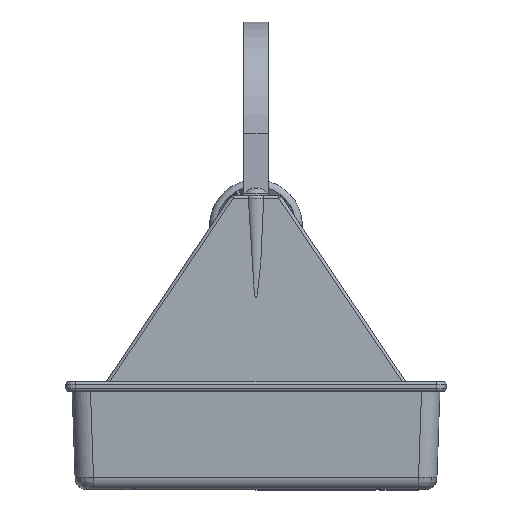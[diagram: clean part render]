
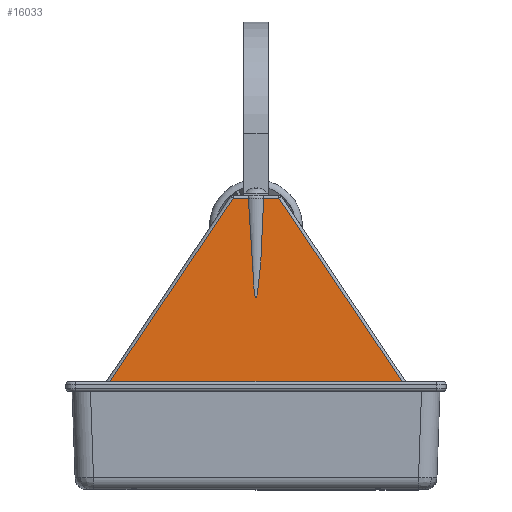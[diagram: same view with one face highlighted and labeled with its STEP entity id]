
A CAD part, top view. The second image highlights one B-rep face of the part: STEP entity #16033.
In plain terms, the highlighted planar face has unit normal (0, 0.031, 1).
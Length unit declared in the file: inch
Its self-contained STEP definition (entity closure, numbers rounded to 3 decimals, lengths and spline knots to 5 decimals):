
#1786=CARTESIAN_POINT('',(-0.15627,3.74,2.75188));
#1787=VERTEX_POINT('',#1786);
#1788=CARTESIAN_POINT('',(0.15627,3.74,2.75188));
#1789=VERTEX_POINT('',#1788);
#1790=CARTESIAN_POINT('',(0.,8.92,2.59));
#1791=DIRECTION('',(0.,0.031,1.));
#1792=DIRECTION('',(0.,-1.,0.031));
#1793=AXIS2_PLACEMENT_3D('',#1790,#1791,#1792);
#1794=ELLIPSE('',#1793,7.20351,0.225);
#1795=EDGE_CURVE('',#1787,#1789,#1794,.T.);
#7421=CARTESIAN_POINT('',(2.9821,0.0,2.86875));
#7422=VERTEX_POINT('',#7421);
#7430=CARTESIAN_POINT('',(-2.9821,0.0,2.86875));
#7431=VERTEX_POINT('',#7430);
#7432=CARTESIAN_POINT('',(-2.9821,0.0,2.86875));
#7433=DIRECTION('',(1.0,0.0,0.0));
#7434=VECTOR('',#7433,5.9642);
#7435=LINE('',#7432,#7434);
#7436=EDGE_CURVE('',#7431,#7422,#7435,.T.);
#15978=CARTESIAN_POINT('',(0.,4.54419,2.72674));
#15979=DIRECTION('',(0.,-0.031,-1.));
#15980=DIRECTION('',(-1.0,0.0,0.0));
#15981=AXIS2_PLACEMENT_3D('',#15978,#15979,#15980);
#15982=PLANE('',#15981);
#15983=ORIENTED_EDGE('',*,*,#7436,.T.);
#15984=CARTESIAN_POINT('',(0.46803,3.74187,2.75182));
#15985=VERTEX_POINT('',#15984);
#15986=CARTESIAN_POINT('',(2.9821,0.0,2.86875));
#15987=DIRECTION('',(-0.558,0.83,-0.026));
#15988=VECTOR('',#15987,4.50953);
#15989=LINE('',#15986,#15988);
#15990=EDGE_CURVE('',#7422,#15985,#15989,.T.);
#15991=ORIENTED_EDGE('',*,*,#15990,.T.);
#15992=CARTESIAN_POINT('',(0.15629,3.74187,2.75182));
#15993=VERTEX_POINT('',#15992);
#15994=CARTESIAN_POINT('',(0.46803,3.74187,2.75182));
#15995=DIRECTION('',(-1.0,0.0,0.0));
#15996=VECTOR('',#15995,0.31174);
#15997=LINE('',#15994,#15996);
#15998=EDGE_CURVE('',#15985,#15993,#15997,.T.);
#15999=ORIENTED_EDGE('',*,*,#15998,.T.);
#16000=CARTESIAN_POINT('',(0.12154,3.74075,2.75185));
#16001=DIRECTION('',(0.,-0.031,-1.));
#16002=DIRECTION('',(0.085,0.996,-0.031));
#16003=AXIS2_PLACEMENT_3D('',#16000,#16001,#16002);
#16004=ELLIPSE('',#16003,0.03809,0.03473);
#16005=EDGE_CURVE('',#15993,#1789,#16004,.T.);
#16006=ORIENTED_EDGE('',*,*,#16005,.T.);
#16007=ORIENTED_EDGE('',*,*,#1795,.F.);
#16008=CARTESIAN_POINT('',(-0.15629,3.74187,2.75182));
#16009=VERTEX_POINT('',#16008);
#16010=CARTESIAN_POINT('',(-0.12154,3.74075,2.75185));
#16011=DIRECTION('',(0.,-0.031,-1.));
#16012=DIRECTION('',(-0.085,0.996,-0.031));
#16013=AXIS2_PLACEMENT_3D('',#16010,#16011,#16012);
#16014=ELLIPSE('',#16013,0.03809,0.03473);
#16015=EDGE_CURVE('',#1787,#16009,#16014,.T.);
#16016=ORIENTED_EDGE('',*,*,#16015,.T.);
#16017=CARTESIAN_POINT('',(-0.46803,3.74187,2.75182));
#16018=VERTEX_POINT('',#16017);
#16019=CARTESIAN_POINT('',(-0.15629,3.74187,2.75182));
#16020=DIRECTION('',(-1.0,0.0,0.0));
#16021=VECTOR('',#16020,0.31174);
#16022=LINE('',#16019,#16021);
#16023=EDGE_CURVE('',#16009,#16018,#16022,.T.);
#16024=ORIENTED_EDGE('',*,*,#16023,.T.);
#16025=CARTESIAN_POINT('',(-0.46803,3.74187,2.75182));
#16026=DIRECTION('',(-0.558,-0.83,0.026));
#16027=VECTOR('',#16026,4.50953);
#16028=LINE('',#16025,#16027);
#16029=EDGE_CURVE('',#16018,#7431,#16028,.T.);
#16030=ORIENTED_EDGE('',*,*,#16029,.T.);
#16031=EDGE_LOOP('',(#15983,#15991,#15999,#16006,#16007,#16016,#16024,#16030));
#16032=FACE_OUTER_BOUND('',#16031,.T.);
#16033=ADVANCED_FACE('',(#16032),#15982,.F.);
